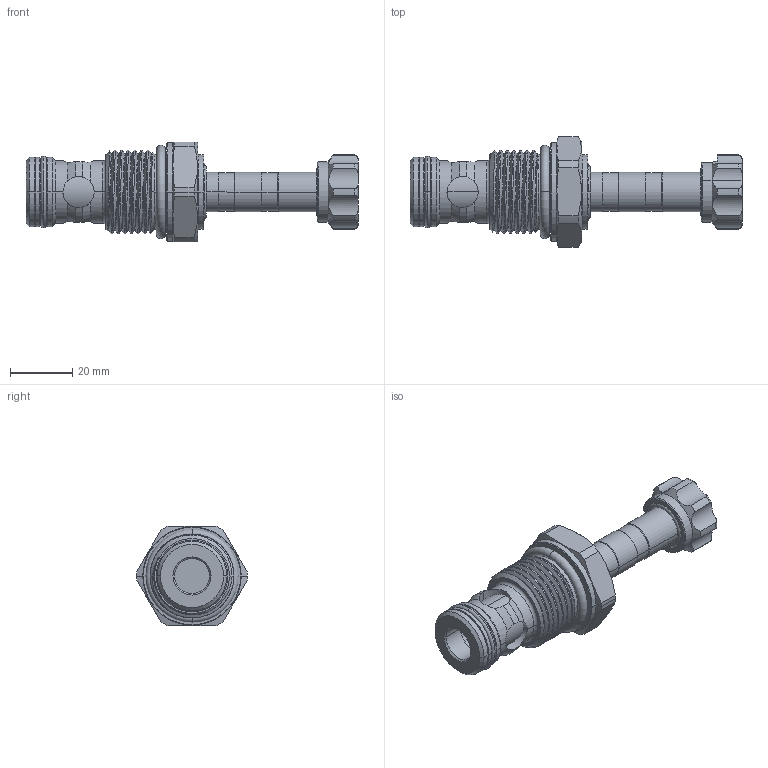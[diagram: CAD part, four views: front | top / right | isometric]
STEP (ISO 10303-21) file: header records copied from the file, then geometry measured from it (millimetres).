
FILE_DESCRIPTION (( 'STEP AP203' ), '1' );
FILE_NAME ('EP12W2A02N05.STEP', '2016-08-23T07:41:50', ( '' ), ( '' ), 'SwSTEP 2.0', 'SolidWorks 2012', '' );
FILE_SCHEMA (( 'CONFIG_CONTROL_DESIGN' ));
Length unit declared in the file: millimetre
Products named in the file (1): EP12W2A02N05
Bounding box: 106.45 x 35.5 x 32 mm (x, y, z)
Volume: 36063.2 mm3; surface area: 12808.7 mm2
Topology: 4 solids, 4 shells, 225 faces, 550 edges, 342 vertices
Faces by surface type: cylinder 111, cone 46, torus 38, plane 25, bspline 5
Entity records: 9428 total; most frequent: CARTESIAN_POINT 4163, DIRECTION 1108, ORIENTED_EDGE 1100, EDGE_CURVE 550, AXIS2_PLACEMENT_3D 481, VERTEX_POINT 342, CIRCLE 260, EDGE_LOOP 242
